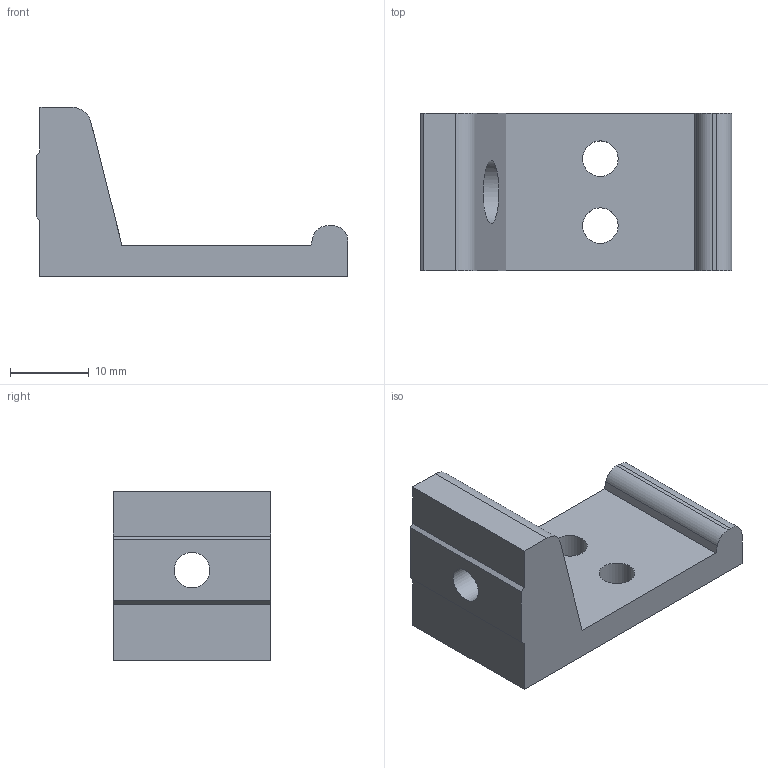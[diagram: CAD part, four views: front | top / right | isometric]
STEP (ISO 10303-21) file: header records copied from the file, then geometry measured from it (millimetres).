
FILE_DESCRIPTION(/* description */ (''),/* implementation_level */ '2;1');
FILE_NAME(/* name */ 'CC Carrier hold.step',/* time_stamp */ '2018-02-10T14:47:47-05:00',/* author */ ('oliver.lewis.art'),/* organization */ (''),/* preprocessor_version */ 'ST-DEVELOPER v16.13',/* originating_system */ 'Autodesk Translation Framework v6.5.0.72',/* authorisation */ '');
FILE_SCHEMA (('AUTOMOTIVE_DESIGN { 1 0 10303 214 3 1 1 }'));
Length unit declared in the file: millimetre
Products named in the file (1): CC Carrier hold
Bounding box: 39.6 x 20 x 21.5 mm (x, y, z)
Volume: 5901.5 mm3; surface area: 3204.2 mm2
Topology: 1 solids, 1 shells, 22 faces, 58 edges, 39 vertices
Faces by surface type: plane 15, cylinder 7
Full cylindrical faces by diameter (mm): 4.5 x3, 8 x1
Entity records: 730 total; most frequent: CARTESIAN_POINT 120, DIRECTION 119, ORIENTED_EDGE 116, EDGE_CURVE 58, LINE 43, VECTOR 43, VERTEX_POINT 39, AXIS2_PLACEMENT_3D 38
